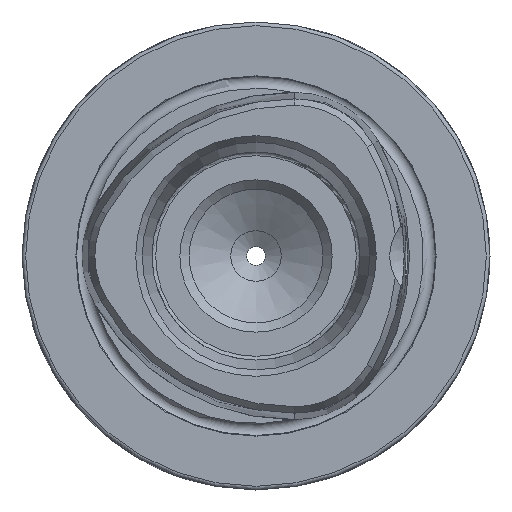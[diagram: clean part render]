
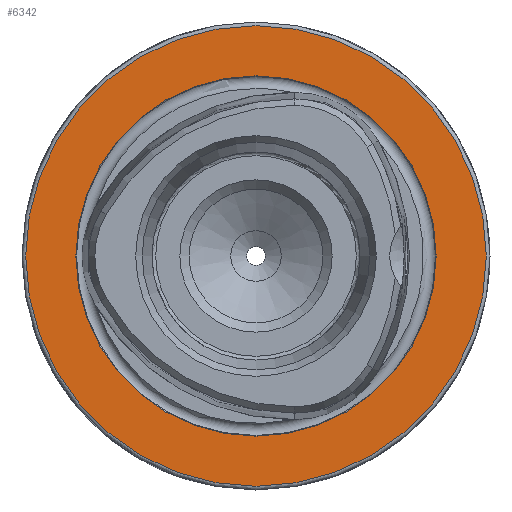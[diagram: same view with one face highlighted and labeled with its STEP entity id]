
A CAD part, left-side view. The second image highlights one B-rep face of the part: STEP entity #6342.
In plain terms, the highlighted planar face has unit normal (-1, 0, 0).
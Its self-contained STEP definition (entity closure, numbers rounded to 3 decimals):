
#1294 = CARTESIAN_POINT ( 'NONE',  ( 0., 0., 31. ) ) ;
#1481 = CIRCLE ( 'NONE', #3736, 24.25 ) ;
#2122 = EDGE_LOOP ( 'NONE', ( #9667 ) ) ;
#2217 = EDGE_LOOP ( 'NONE', ( #2368 ) ) ;
#2368 = ORIENTED_EDGE ( 'NONE', *, *, #3955, .F. ) ;
#2666 = CARTESIAN_POINT ( 'NONE',  ( 0., 0., 0. ) ) ;
#2671 = CARTESIAN_POINT ( 'NONE',  ( 0., 0., 24.25 ) ) ;
#3591 = EDGE_CURVE ( 'NONE', #3838, #3838, #4807, .T. ) ;
#3736 = AXIS2_PLACEMENT_3D ( 'NONE', #8322, #9968, #8352 ) ;
#3835 = AXIS2_PLACEMENT_3D ( 'NONE', #9152, #9189, #6709 ) ;
#3838 = VERTEX_POINT ( 'NONE', #1294 ) ;
#3955 = EDGE_CURVE ( 'NONE', #4620, #4620, #1481, .T. ) ;
#4620 = VERTEX_POINT ( 'NONE', #2671 ) ;
#4807 = CIRCLE ( 'NONE', #6549, 31. ) ;
#6342 = ADVANCED_FACE ( 'NONE', ( #8937, #10025 ), #6843, .F. ) ;
#6549 = AXIS2_PLACEMENT_3D ( 'NONE', #2666, #9037, #8311 ) ;
#6709 = DIRECTION ( 'NONE',  ( 0., 0., -1. ) ) ;
#6843 = PLANE ( 'NONE',  #3835 ) ;
#8311 = DIRECTION ( 'NONE',  ( 0., 0., 1. ) ) ;
#8322 = CARTESIAN_POINT ( 'NONE',  ( 0., 0., 0. ) ) ;
#8352 = DIRECTION ( 'NONE',  ( 0., 0., 1. ) ) ;
#8937 = FACE_BOUND ( 'NONE', #2217, .T. ) ;
#9037 = DIRECTION ( 'NONE',  ( -1., 0., 0. ) ) ;
#9152 = CARTESIAN_POINT ( 'NONE',  ( 0., 24.25, 0. ) ) ;
#9189 = DIRECTION ( 'NONE',  ( 1., 0., 0. ) ) ;
#9667 = ORIENTED_EDGE ( 'NONE', *, *, #3591, .T. ) ;
#9968 = DIRECTION ( 'NONE',  ( -1., 0., 0. ) ) ;
#10025 = FACE_OUTER_BOUND ( 'NONE', #2122, .T. ) ;
